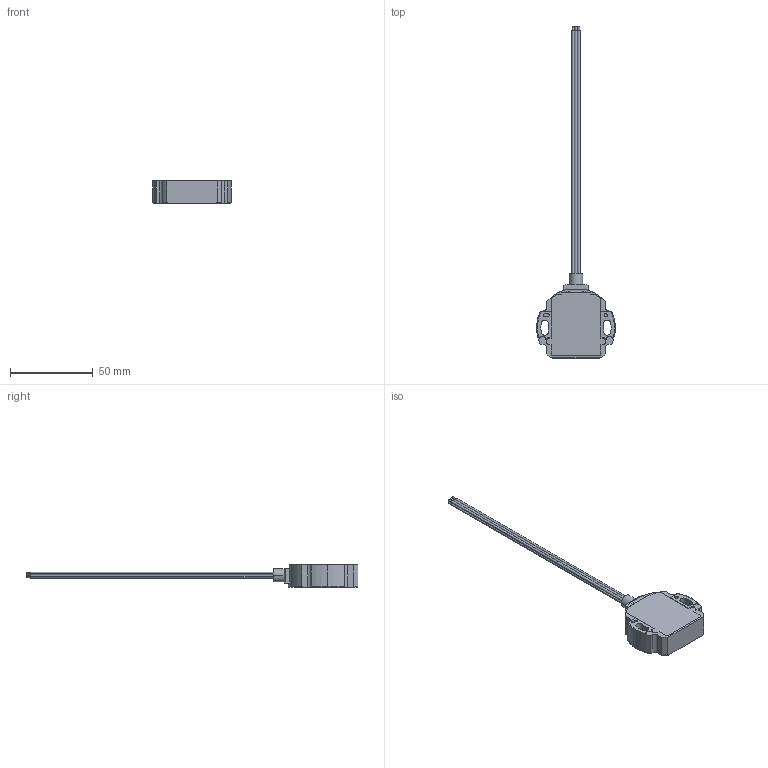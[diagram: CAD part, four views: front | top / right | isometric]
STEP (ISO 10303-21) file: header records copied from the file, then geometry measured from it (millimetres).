
FILE_DESCRIPTION (( 'STEP AP214' ), '1' );
FILE_NAME ('RFC4801 xxx xxx 421.STEP', '2010-04-14T05:48:01', ( 'novotechnik' ), ( 'novotechnik' ), 'SwSTEP 2.0', 'SolidWorks 2009', '' );
FILE_SCHEMA (( 'AUTOMOTIVE_DESIGN' ));
Length unit declared in the file: millimetre
Products named in the file (1): RFC4801 xxx xxx 421
Bounding box: 47.6 x 200.8 x 13.8 mm (x, y, z)
Volume: 23308.7 mm3; surface area: 18456.5 mm2
Topology: 8 solids, 8 shells, 480 faces, 1257 edges, 828 vertices
Faces by surface type: plane 283, cylinder 191, torus 6
Entity records: 20272 total; most frequent: CARTESIAN_POINT 2662, DIRECTION 2621, ORIENTED_EDGE 2514, EDGE_CURVE 1257, AXIS2_PLACEMENT_3D 901, VERTEX_POINT 828, VECTOR 819, LINE 819
